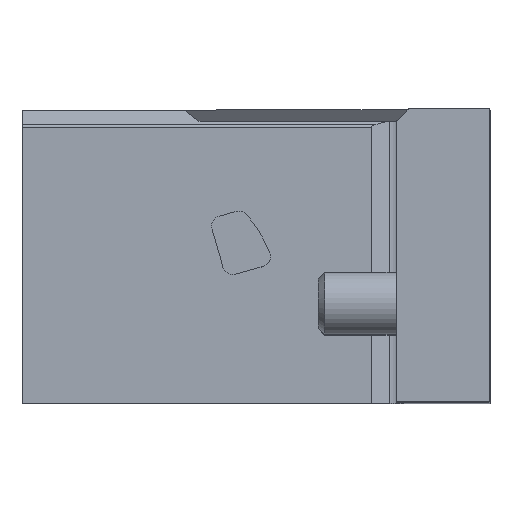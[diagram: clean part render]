
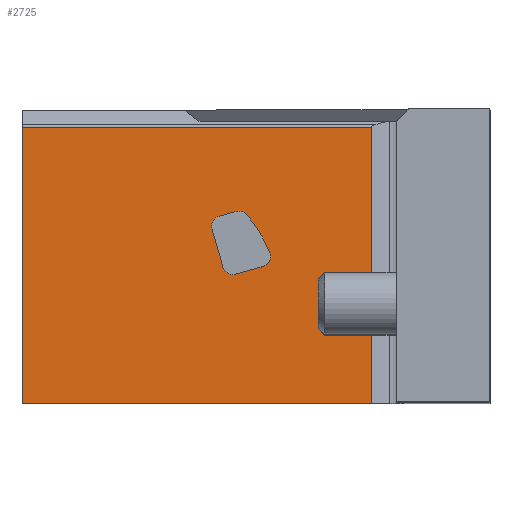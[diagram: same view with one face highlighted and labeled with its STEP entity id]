
A CAD part, top view. The second image highlights one B-rep face of the part: STEP entity #2725.
In plain terms, the highlighted planar face has unit normal (0, 0, 1).
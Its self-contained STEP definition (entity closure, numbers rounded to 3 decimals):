
#144=CIRCLE('',#2950,1.);
#145=CIRCLE('',#2951,1.);
#146=CIRCLE('',#2952,13.3);
#147=CIRCLE('',#2953,1.);
#148=CIRCLE('',#2954,1.);
#369=ORIENTED_EDGE('',*,*,#1132,.F.);
#370=ORIENTED_EDGE('',*,*,#1133,.F.);
#371=ORIENTED_EDGE('',*,*,#1134,.F.);
#372=ORIENTED_EDGE('',*,*,#1135,.F.);
#373=ORIENTED_EDGE('',*,*,#1136,.F.);
#374=ORIENTED_EDGE('',*,*,#1137,.F.);
#375=ORIENTED_EDGE('',*,*,#1138,.F.);
#376=ORIENTED_EDGE('',*,*,#1139,.F.);
#377=ORIENTED_EDGE('',*,*,#1140,.T.);
#378=ORIENTED_EDGE('',*,*,#1141,.T.);
#379=ORIENTED_EDGE('',*,*,#1066,.T.);
#380=ORIENTED_EDGE('',*,*,#999,.F.);
#999=EDGE_CURVE('',#1389,#1379,#1651,.T.);
#1066=EDGE_CURVE('',#1453,#1379,#1706,.T.);
#1132=EDGE_CURVE('',#1507,#1508,#144,.T.);
#1133=EDGE_CURVE('',#1509,#1507,#1751,.T.);
#1134=EDGE_CURVE('',#1510,#1509,#145,.T.);
#1135=EDGE_CURVE('',#1511,#1510,#146,.T.);
#1136=EDGE_CURVE('',#1512,#1511,#147,.T.);
#1137=EDGE_CURVE('',#1513,#1512,#1752,.T.);
#1138=EDGE_CURVE('',#1514,#1513,#148,.T.);
#1139=EDGE_CURVE('',#1508,#1514,#1753,.T.);
#1140=EDGE_CURVE('',#1389,#1515,#1754,.T.);
#1141=EDGE_CURVE('',#1515,#1453,#1755,.T.);
#1379=VERTEX_POINT('',#3994);
#1389=VERTEX_POINT('',#4014);
#1453=VERTEX_POINT('',#4149);
#1507=VERTEX_POINT('',#4290);
#1508=VERTEX_POINT('',#4291);
#1509=VERTEX_POINT('',#4293);
#1510=VERTEX_POINT('',#4295);
#1511=VERTEX_POINT('',#4297);
#1512=VERTEX_POINT('',#4299);
#1513=VERTEX_POINT('',#4301);
#1514=VERTEX_POINT('',#4303);
#1515=VERTEX_POINT('',#4306);
#1651=LINE('',#4015,#1930);
#1706=LINE('',#4148,#1985);
#1751=LINE('',#4292,#2030);
#1752=LINE('',#4300,#2031);
#1753=LINE('',#4304,#2032);
#1754=LINE('',#4305,#2033);
#1755=LINE('',#4307,#2034);
#1930=VECTOR('',#3188,1000.);
#1985=VECTOR('',#3273,1000.);
#2030=VECTOR('',#3380,1000.);
#2031=VECTOR('',#3387,1000.);
#2032=VECTOR('',#3390,1000.);
#2033=VECTOR('',#3391,1000.);
#2034=VECTOR('',#3392,1000.);
#2225=EDGE_LOOP('',(#369,#370,#371,#372,#373,#374,#375,#376));
#2226=EDGE_LOOP('',(#377,#378,#379,#380));
#2426=FACE_BOUND('',#2225,.T.);
#2427=FACE_BOUND('',#2226,.T.);
#2616=PLANE('',#2949);
#2725=ADVANCED_FACE('',(#2426,#2427),#2616,.T.);
#2949=AXIS2_PLACEMENT_3D('',#4288,#3376,#3377);
#2950=AXIS2_PLACEMENT_3D('',#4289,#3378,#3379);
#2951=AXIS2_PLACEMENT_3D('',#4294,#3381,#3382);
#2952=AXIS2_PLACEMENT_3D('',#4296,#3383,#3384);
#2953=AXIS2_PLACEMENT_3D('',#4298,#3385,#3386);
#2954=AXIS2_PLACEMENT_3D('',#4302,#3388,#3389);
#3188=DIRECTION('',(-1.,0.,0.));
#3273=DIRECTION('',(0.,-1.,0.));
#3376=DIRECTION('',(0.,0.,1.));
#3377=DIRECTION('',(1.,0.,0.));
#3378=DIRECTION('',(0.,0.,1.));
#3379=DIRECTION('',(1.,0.,0.));
#3380=DIRECTION('',(-0.961,-0.276,0.));
#3381=DIRECTION('',(0.,0.,1.));
#3382=DIRECTION('',(1.,0.,0.));
#3383=DIRECTION('',(0.,0.,1.));
#3384=DIRECTION('',(1.,0.,0.));
#3385=DIRECTION('',(0.,0.,1.));
#3386=DIRECTION('',(1.,0.,0.));
#3387=DIRECTION('',(0.961,0.276,0.));
#3388=DIRECTION('',(0.,0.,1.));
#3389=DIRECTION('',(1.,0.,0.));
#3390=DIRECTION('',(0.276,-0.961,0.));
#3391=DIRECTION('',(0.,1.,0.));
#3392=DIRECTION('',(-1.,0.,0.));
#3994=CARTESIAN_POINT('',(-45.,0.,15.));
#4014=CARTESIAN_POINT('',(-11.4,0.,15.));
#4015=CARTESIAN_POINT('',(-9.,0.,15.));
#4148=CARTESIAN_POINT('',(-45.,28.2,15.));
#4149=CARTESIAN_POINT('',(-45.,26.55,15.));
#4288=CARTESIAN_POINT('',(-9.,28.2,15.));
#4289=CARTESIAN_POINT('',(-25.763,17.023,15.));
#4290=CARTESIAN_POINT('',(-26.039,17.984,15.));
#4291=CARTESIAN_POINT('',(-26.724,16.747,15.));
#4292=CARTESIAN_POINT('',(-24.421,18.448,15.));
#4293=CARTESIAN_POINT('',(-24.421,18.448,15.));
#4294=CARTESIAN_POINT('',(-24.146,17.487,15.));
#4295=CARTESIAN_POINT('',(-23.385,18.136,15.));
#4296=CARTESIAN_POINT('',(-33.5,9.5,15.));
#4297=CARTESIAN_POINT('',(-21.174,14.496,15.));
#4298=CARTESIAN_POINT('',(-22.101,14.12,15.));
#4299=CARTESIAN_POINT('',(-21.825,13.159,15.));
#4300=CARTESIAN_POINT('',(-24.44,12.409,15.));
#4301=CARTESIAN_POINT('',(-24.44,12.409,15.));
#4302=CARTESIAN_POINT('',(-24.716,13.37,15.));
#4303=CARTESIAN_POINT('',(-25.677,13.095,15.));
#4304=CARTESIAN_POINT('',(-26.724,16.747,15.));
#4305=CARTESIAN_POINT('',(-11.4,0.,15.));
#4306=CARTESIAN_POINT('',(-11.4,26.55,15.));
#4307=CARTESIAN_POINT('',(-9.,26.55,15.));
